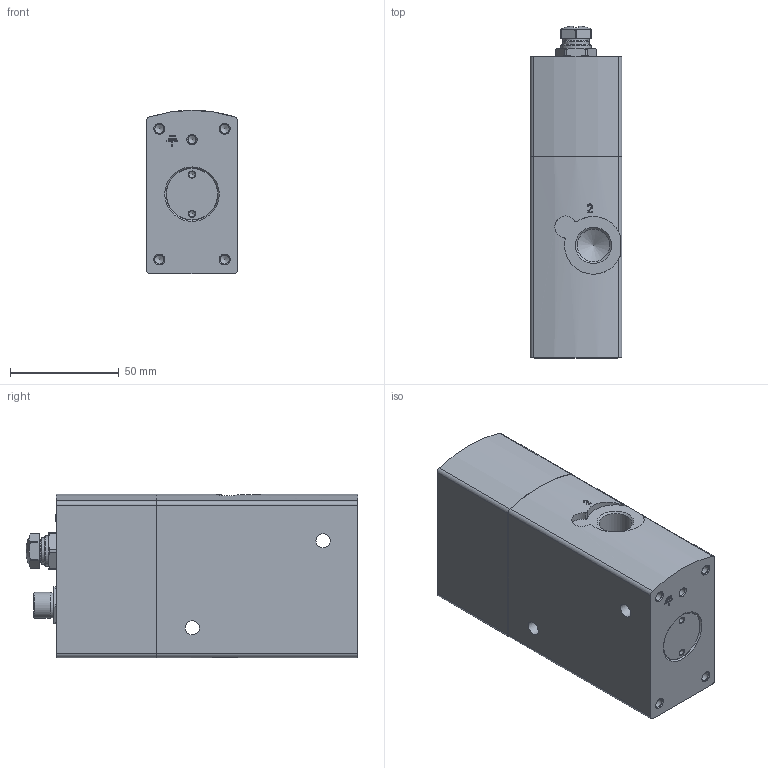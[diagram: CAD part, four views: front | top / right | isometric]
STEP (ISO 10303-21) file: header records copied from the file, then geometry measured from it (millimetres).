
FILE_DESCRIPTION(/* description */ ('STEP AP214'),/* implementation_level */ '2;1');
FILE_NAME(/* name */ '8041713_VPCF-6-L-8-G38-6-A4-E-EX2',/* time_stamp */ '2024-09-13T10:35:58+02:00',/* author */ ('License CC BY-ND 4.0'),/* organization */ ('CADENAS'),/* preprocessor_version */ 'ST-DEVELOPER v19.3',/* originating_system */ 'PARTsolutions',/* authorisation */ ' ');
FILE_SCHEMA (('AUTOMOTIVE_DESIGN {1 0 10303 214 3 1 1}'));
Length unit declared in the file: millimetre
Products named in the file (3): 8041713 VPCF-6-L-8-G38-6-A4-E-EX2; 8041713 VPCF-6-L-8-G38-6-A4-E-EX21---(part1); 8041713 VPCF-6-L-8-G38-6-A4-E-EX22---(part2)
Assembly tree (2 placements, depth 2):
  8041713 VPCF-6-L-8-G38-6-A4-E-EX2
    8041713 VPCF-6-L-8-G38-6-A4-E-EX21---(part1)
    8041713 VPCF-6-L-8-G38-6-A4-E-EX22---(part2)
Bounding box: 42 x 152.34 x 75 mm (x, y, z)
Volume: 414078.8 mm3; surface area: 46885.2 mm2
Topology: 2 solids, 2 shells, 394 faces, 981 edges, 638 vertices
Faces by surface type: plane 164, cylinder 156, cone 59, torus 14, sphere 1
Full cylindrical faces by diameter (mm): 0.8 x8, 1.1 x5, 2.9 x2, 3.7 x2, 3.8 x1, 4.134 x8, 5.6 x4, 6.5 x2, 8.35 x2, 8.6 x1, 9.55 x1, 10.3 x1, 10.9 x1, 10.917 x1, 12 x3, 14 x1, 14.95 x3
Entity records: 11517 total; most frequent: CARTESIAN_POINT 2086, DIRECTION 1962, ORIENTED_EDGE 1684, EDGE_CURVE 842, AXIS2_PLACEMENT_3D 780, VERTEX_POINT 616, FACE_BOUND 562, EDGE_LOOP 547
